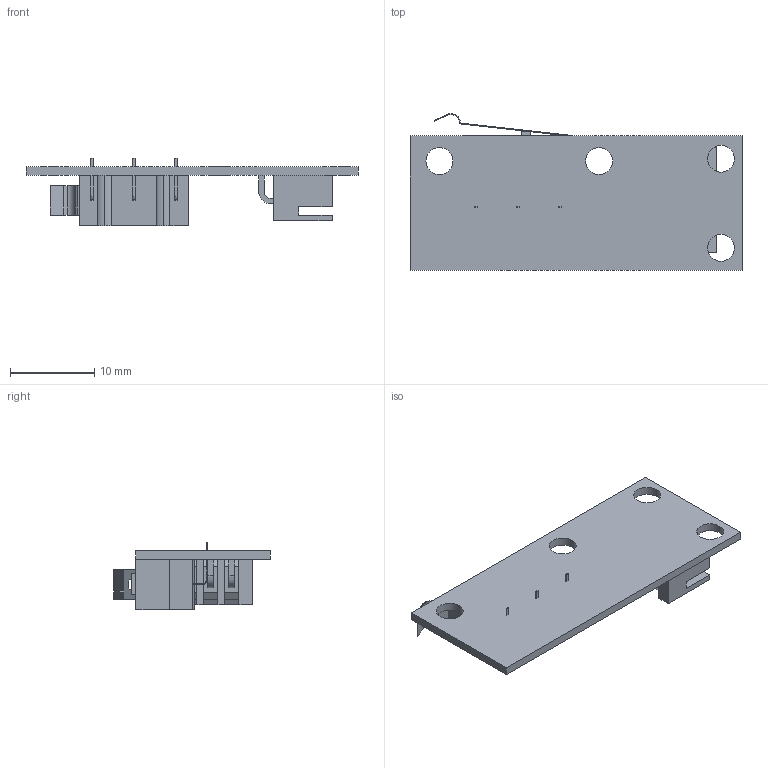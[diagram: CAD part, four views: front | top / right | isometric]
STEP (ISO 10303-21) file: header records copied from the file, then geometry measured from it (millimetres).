
FILE_DESCRIPTION(('STEP AP214'),'1');
FILE_NAME('Konstruktion24.stp','2016-11-22T19:48:17',(' '),(' '),'Spatial InterOp 3D',' ',' ');
FILE_SCHEMA(('automotive_design'));
Length unit declared in the file: metre
Products named in the file (7): Konstruktion24; PCB; PCB^Endstop; Endstop; Microswitch_1A_125vAC(seul); JST 4Pin
Assembly tree (6 placements, depth 4):
  Konstruktion24
    Konstruktion24
    Endstop
      PCB
        PCB^Endstop
      Microswitch_1A_125vAC(seul)
      JST 4Pin
Bounding box: 39.5 x 18.65 x 8 mm (x, y, z)
Volume: 1289.1 mm3; surface area: 2918.2 mm2
Topology: 11 solids, 11 shells, 272 faces, 705 edges, 470 vertices
Faces by surface type: plane 218, cylinder 54
Entity records: 10698 total; most frequent: CARTESIAN_POINT 1448, ORIENTED_EDGE 1402, DIRECTION 1375, EDGE_CURVE 701, LINE 597, VECTOR 597, VERTEX_POINT 462, AXIS2_PLACEMENT_3D 389
